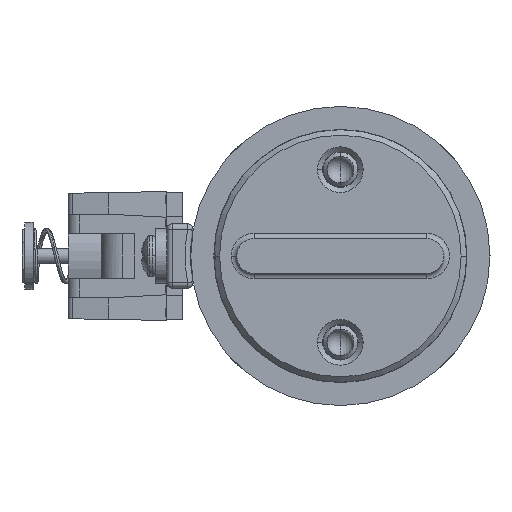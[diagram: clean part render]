
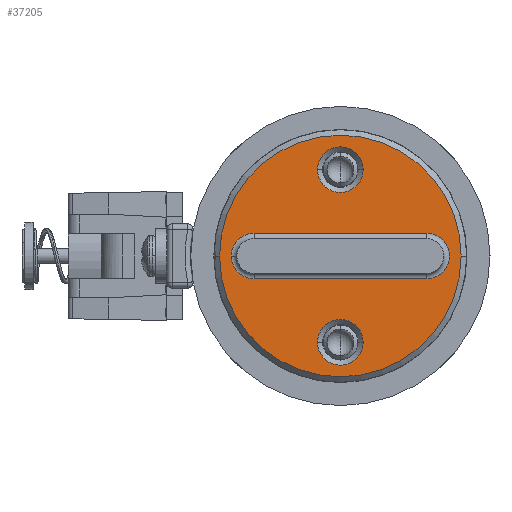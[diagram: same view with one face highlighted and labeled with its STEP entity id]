
A CAD part, left-side view. The second image highlights one B-rep face of the part: STEP entity #37205.
In plain terms, the highlighted face is planar.
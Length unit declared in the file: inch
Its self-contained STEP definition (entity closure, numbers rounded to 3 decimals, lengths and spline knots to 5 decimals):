
#726 = EDGE_CURVE ( 'NONE', #7503, #44972, #17143, .T. ) ;
#2070 = CARTESIAN_POINT ( 'NONE',  ( 0.124, 0.469, 0.25 ) ) ;
#2145 = EDGE_CURVE ( 'NONE', #14392, #15314, #45336, .T. ) ;
#3415 = DIRECTION ( 'NONE',  ( 1., 0., 0. ) ) ;
#3558 = CARTESIAN_POINT ( 'NONE',  ( 0., 0., 0.25 ) ) ;
#3838 = CARTESIAN_POINT ( 'NONE',  ( -0.124, 0.469, 0.25 ) ) ;
#3882 = CARTESIAN_POINT ( 'NONE',  ( -0.46875, 0.12375, 0.25 ) ) ;
#3959 = DIRECTION ( 'NONE',  ( 0., 0., -1. ) ) ;
#4457 = ORIENTED_EDGE ( 'NONE', *, *, #33332, .T. ) ;
#4674 = EDGE_CURVE ( 'NONE', #47047, #11639, #33836, .T. ) ;
#4894 = EDGE_CURVE ( 'NONE', #11639, #47047, #46477, .T. ) ;
#5169 = DIRECTION ( 'NONE',  ( 0., 0., -1. ) ) ;
#5931 = DIRECTION ( 'NONE',  ( 1., 0., 0. ) ) ;
#6056 = CARTESIAN_POINT ( 'NONE',  ( -0.656, 0., 0.25 ) ) ;
#7097 = CARTESIAN_POINT ( 'NONE',  ( 0.656, 0., 0.25 ) ) ;
#7429 = CIRCLE ( 'NONE', #16869, 0.124 ) ;
#7503 = VERTEX_POINT ( 'NONE', #7097 ) ;
#8004 = DIRECTION ( 'NONE',  ( 1., 0., 0. ) ) ;
#8457 = ORIENTED_EDGE ( 'NONE', *, *, #45296, .T. ) ;
#11623 = CIRCLE ( 'NONE', #29737, 0.12375 ) ;
#11639 = VERTEX_POINT ( 'NONE', #27671 ) ;
#11704 = PLANE ( 'NONE',  #21660 ) ;
#11966 = CIRCLE ( 'NONE', #41108, 0.12375 ) ;
#12793 = EDGE_LOOP ( 'NONE', ( #40962, #16816, #32413, #8457, #16528 ) ) ;
#13281 = VECTOR ( 'NONE', #44875, 39.37008 ) ;
#13882 = EDGE_LOOP ( 'NONE', ( #28593, #41816 ) ) ;
#13913 = ORIENTED_EDGE ( 'NONE', *, *, #35320, .T. ) ;
#14031 = CARTESIAN_POINT ( 'NONE',  ( 0., -0.12375, 0.25 ) ) ;
#14386 = CARTESIAN_POINT ( 'NONE',  ( 0.46875, 0., 0.25 ) ) ;
#14392 = VERTEX_POINT ( 'NONE', #3882 ) ;
#14524 = VERTEX_POINT ( 'NONE', #16564 ) ;
#14945 = AXIS2_PLACEMENT_3D ( 'NONE', #22383, #37430, #3415 ) ;
#15031 = VERTEX_POINT ( 'NONE', #35611 ) ;
#15100 = CARTESIAN_POINT ( 'NONE',  ( 0.46875, 0.12375, 0.25 ) ) ;
#15314 = VERTEX_POINT ( 'NONE', #15100 ) ;
#16528 = ORIENTED_EDGE ( 'NONE', *, *, #25053, .T. ) ;
#16564 = CARTESIAN_POINT ( 'NONE',  ( 0.5925, 0., 0.25 ) ) ;
#16816 = ORIENTED_EDGE ( 'NONE', *, *, #26934, .T. ) ;
#16869 = AXIS2_PLACEMENT_3D ( 'NONE', #35498, #5169, #43171 ) ;
#17143 = CIRCLE ( 'NONE', #43945, 0.656 ) ;
#17886 = DIRECTION ( 'NONE',  ( 1., 0., 0. ) ) ;
#18253 = CARTESIAN_POINT ( 'NONE',  ( 0.46875, 0., 0.25 ) ) ;
#18475 = EDGE_LOOP ( 'NONE', ( #13913, #4457 ) ) ;
#18859 = AXIS2_PLACEMENT_3D ( 'NONE', #21198, #39708, #5931 ) ;
#19371 = VECTOR ( 'NONE', #40911, 39.37008 ) ;
#19740 = ORIENTED_EDGE ( 'NONE', *, *, #4674, .T. ) ;
#20041 = AXIS2_PLACEMENT_3D ( 'NONE', #44447, #3959, #22204 ) ;
#21198 = CARTESIAN_POINT ( 'NONE',  ( 0., -0.469, 0.25 ) ) ;
#21660 = AXIS2_PLACEMENT_3D ( 'NONE', #26709, #41792, #8004 ) ;
#22204 = DIRECTION ( 'NONE',  ( 1., 0., 0. ) ) ;
#22383 = CARTESIAN_POINT ( 'NONE',  ( 0., -0.469, 0.25 ) ) ;
#22524 = FACE_BOUND ( 'NONE', #12793, .T. ) ;
#23206 = DIRECTION ( 'NONE',  ( 1., 0., 0. ) ) ;
#23326 = DIRECTION ( 'NONE',  ( 0., 0., -1. ) ) ;
#24542 = CIRCLE ( 'NONE', #29260, 0.656 ) ;
#25053 = EDGE_CURVE ( 'NONE', #14524, #15031, #11966, .T. ) ;
#25246 = CARTESIAN_POINT ( 'NONE',  ( -0.124, -0.469, 0.25 ) ) ;
#25328 = EDGE_CURVE ( 'NONE', #44972, #7503, #24542, .T. ) ;
#25330 = AXIS2_PLACEMENT_3D ( 'NONE', #30643, #26923, #23206 ) ;
#25664 = VERTEX_POINT ( 'NONE', #45951 ) ;
#25694 = DIRECTION ( 'NONE',  ( 0., 0., -1. ) ) ;
#26709 = CARTESIAN_POINT ( 'NONE',  ( 0., 0., 0.25 ) ) ;
#26923 = DIRECTION ( 'NONE',  ( 0., 0., -1. ) ) ;
#26934 = EDGE_CURVE ( 'NONE', #25664, #14392, #29278, .T. ) ;
#27141 = VERTEX_POINT ( 'NONE', #2070 ) ;
#27671 = CARTESIAN_POINT ( 'NONE',  ( 0.124, -0.469, 0.25 ) ) ;
#28593 = ORIENTED_EDGE ( 'NONE', *, *, #25328, .T. ) ;
#29260 = AXIS2_PLACEMENT_3D ( 'NONE', #3558, #45046, #17886 ) ;
#29278 = CIRCLE ( 'NONE', #25330, 0.12375 ) ;
#29737 = AXIS2_PLACEMENT_3D ( 'NONE', #14386, #25694, #44261 ) ;
#29745 = DIRECTION ( 'NONE',  ( 0., 0., 1. ) ) ;
#30643 = CARTESIAN_POINT ( 'NONE',  ( -0.46875, 0., 0.25 ) ) ;
#30982 = DIRECTION ( 'NONE',  ( 1., 0., 0. ) ) ;
#32413 = ORIENTED_EDGE ( 'NONE', *, *, #2145, .T. ) ;
#33332 = EDGE_CURVE ( 'NONE', #34725, #27141, #7429, .T. ) ;
#33836 = CIRCLE ( 'NONE', #18859, 0.124 ) ;
#34725 = VERTEX_POINT ( 'NONE', #3838 ) ;
#35320 = EDGE_CURVE ( 'NONE', #27141, #34725, #40549, .T. ) ;
#35498 = CARTESIAN_POINT ( 'NONE',  ( 0., 0.469, 0.25 ) ) ;
#35611 = CARTESIAN_POINT ( 'NONE',  ( 0.46875, -0.12375, 0.25 ) ) ;
#37205 = ADVANCED_FACE ( 'NONE', ( #48078, #40616, #22524, #37568 ), #11704, .T. ) ;
#37430 = DIRECTION ( 'NONE',  ( 0., 0., -1. ) ) ;
#37568 = FACE_OUTER_BOUND ( 'NONE', #13882, .T. ) ;
#38838 = EDGE_LOOP ( 'NONE', ( #40417, #19740 ) ) ;
#39708 = DIRECTION ( 'NONE',  ( 0., 0., -1. ) ) ;
#40417 = ORIENTED_EDGE ( 'NONE', *, *, #4894, .T. ) ;
#40549 = CIRCLE ( 'NONE', #20041, 0.124 ) ;
#40616 = FACE_BOUND ( 'NONE', #38838, .T. ) ;
#40899 = CARTESIAN_POINT ( 'NONE',  ( 0., 0.12375, 0.25 ) ) ;
#40911 = DIRECTION ( 'NONE',  ( -1., 0., 0. ) ) ;
#40962 = ORIENTED_EDGE ( 'NONE', *, *, #44095, .T. ) ;
#41108 = AXIS2_PLACEMENT_3D ( 'NONE', #18253, #23326, #30982 ) ;
#41338 = CARTESIAN_POINT ( 'NONE',  ( 0., 0., 0.25 ) ) ;
#41792 = DIRECTION ( 'NONE',  ( 0., 0., 1. ) ) ;
#41816 = ORIENTED_EDGE ( 'NONE', *, *, #726, .T. ) ;
#43171 = DIRECTION ( 'NONE',  ( 1., 0., 0. ) ) ;
#43945 = AXIS2_PLACEMENT_3D ( 'NONE', #41338, #29745, #44849 ) ;
#44095 = EDGE_CURVE ( 'NONE', #15031, #25664, #48337, .T. ) ;
#44261 = DIRECTION ( 'NONE',  ( 1., 0., 0. ) ) ;
#44447 = CARTESIAN_POINT ( 'NONE',  ( 0., 0.469, 0.25 ) ) ;
#44849 = DIRECTION ( 'NONE',  ( 1., 0., 0. ) ) ;
#44875 = DIRECTION ( 'NONE',  ( 1., 0., 0. ) ) ;
#44972 = VERTEX_POINT ( 'NONE', #6056 ) ;
#45046 = DIRECTION ( 'NONE',  ( 0., 0., 1. ) ) ;
#45296 = EDGE_CURVE ( 'NONE', #15314, #14524, #11623, .T. ) ;
#45336 = LINE ( 'NONE', #40899, #13281 ) ;
#45951 = CARTESIAN_POINT ( 'NONE',  ( -0.46875, -0.12375, 0.25 ) ) ;
#46477 = CIRCLE ( 'NONE', #14945, 0.124 ) ;
#47047 = VERTEX_POINT ( 'NONE', #25246 ) ;
#48078 = FACE_BOUND ( 'NONE', #18475, .T. ) ;
#48337 = LINE ( 'NONE', #14031, #19371 ) ;
